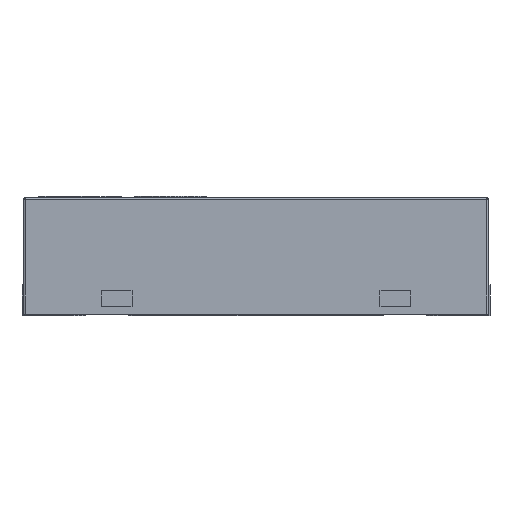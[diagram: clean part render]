
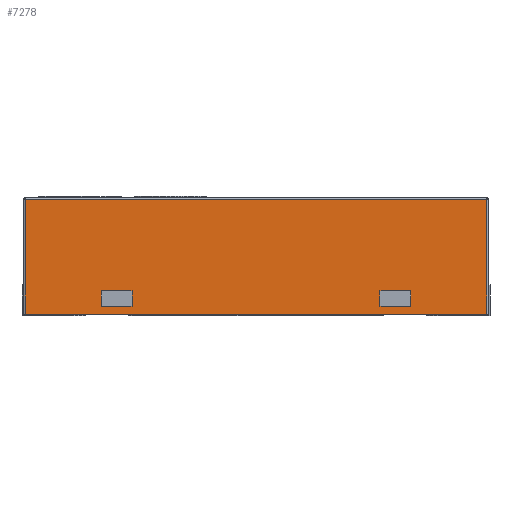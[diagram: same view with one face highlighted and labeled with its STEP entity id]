
A CAD part, left-side view. The second image highlights one B-rep face of the part: STEP entity #7278.
In plain terms, the highlighted planar face has unit normal (-1, 0, 0).
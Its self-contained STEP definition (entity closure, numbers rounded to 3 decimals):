
#213 = DIRECTION ( 'NONE',  ( 0., -1., 0. ) ) ;
#281 = LINE ( 'NONE', #14530, #10806 ) ;
#427 = EDGE_CURVE ( 'NONE', #5394, #18131, #6263, .T. ) ;
#671 = VECTOR ( 'NONE', #9499, 1000. ) ;
#880 = VERTEX_POINT ( 'NONE', #17939 ) ;
#889 = CARTESIAN_POINT ( 'NONE',  ( -1., -1.49, -0.01 ) ) ;
#1169 = VECTOR ( 'NONE', #7470, 1000. ) ;
#1173 = DIRECTION ( 'NONE',  ( 0., 0., -1. ) ) ;
#1177 = VERTEX_POINT ( 'NONE', #7012 ) ;
#1237 = EDGE_CURVE ( 'NONE', #4361, #8770, #4481, .T. ) ;
#1456 = LINE ( 'NONE', #7214, #18348 ) ;
#1752 = EDGE_CURVE ( 'NONE', #880, #12990, #9760, .T. ) ;
#1820 = FACE_BOUND ( 'NONE', #12609, .T. ) ;
#1830 = LINE ( 'NONE', #3420, #16055 ) ;
#2200 = CARTESIAN_POINT ( 'NONE',  ( -1., 1., -0.6 ) ) ;
#2233 = CARTESIAN_POINT ( 'NONE',  ( -1., 1.49, -0.75 ) ) ;
#2848 = ORIENTED_EDGE ( 'NONE', *, *, #8034, .T. ) ;
#3143 = ORIENTED_EDGE ( 'NONE', *, *, #427, .T. ) ;
#3164 = ORIENTED_EDGE ( 'NONE', *, *, #1752, .T. ) ;
#3410 = ORIENTED_EDGE ( 'NONE', *, *, #1237, .T. ) ;
#3420 = CARTESIAN_POINT ( 'NONE',  ( -1., -1., -0.7 ) ) ;
#3583 = CARTESIAN_POINT ( 'NONE',  ( -1., -0.8, -0.6 ) ) ;
#3600 = CARTESIAN_POINT ( 'NONE',  ( -1., 1.5, -0.75 ) ) ;
#3607 = LINE ( 'NONE', #11240, #6416 ) ;
#3812 = CARTESIAN_POINT ( 'NONE',  ( -1., 1.49, -0.01 ) ) ;
#3918 = LINE ( 'NONE', #2233, #9020 ) ;
#4083 = CARTESIAN_POINT ( 'NONE',  ( -1., 1., -0.6 ) ) ;
#4361 = VERTEX_POINT ( 'NONE', #9851 ) ;
#4481 = LINE ( 'NONE', #17393, #16815 ) ;
#4510 = CARTESIAN_POINT ( 'NONE',  ( -1., 0.8, -0.6 ) ) ;
#4537 = EDGE_CURVE ( 'NONE', #13107, #6839, #3918, .T. ) ;
#4647 = DIRECTION ( 'NONE',  ( -1., 0., 0. ) ) ;
#4712 = CARTESIAN_POINT ( 'NONE',  ( -1., 1.49, -0.75 ) ) ;
#5394 = VERTEX_POINT ( 'NONE', #14726 ) ;
#5400 = EDGE_CURVE ( 'NONE', #12990, #13107, #7089, .T. ) ;
#6081 = DIRECTION ( 'NONE',  ( 0., 0., 1. ) ) ;
#6190 = ORIENTED_EDGE ( 'NONE', *, *, #10676, .T. ) ;
#6240 = ORIENTED_EDGE ( 'NONE', *, *, #15502, .T. ) ;
#6243 = ORIENTED_EDGE ( 'NONE', *, *, #18093, .T. ) ;
#6263 = LINE ( 'NONE', #17964, #15278 ) ;
#6416 = VECTOR ( 'NONE', #6718, 1000. ) ;
#6621 = LINE ( 'NONE', #2200, #671 ) ;
#6718 = DIRECTION ( 'NONE',  ( 0., 0., 1. ) ) ;
#6829 = DIRECTION ( 'NONE',  ( 0., -1., 0. ) ) ;
#6839 = VERTEX_POINT ( 'NONE', #4712 ) ;
#7012 = CARTESIAN_POINT ( 'NONE',  ( -1., -0.8, -0.7 ) ) ;
#7020 = CARTESIAN_POINT ( 'NONE',  ( -1., -1., -0.6 ) ) ;
#7089 = LINE ( 'NONE', #13024, #1169 ) ;
#7214 = CARTESIAN_POINT ( 'NONE',  ( -1., 0.8, -0.6 ) ) ;
#7278 = ADVANCED_FACE ( 'NONE', ( #1820, #16149, #14914 ), #14748, .T. ) ;
#7369 = CARTESIAN_POINT ( 'NONE',  ( -1., 0.8, -0.7 ) ) ;
#7470 = DIRECTION ( 'NONE',  ( 0., 1., 0. ) ) ;
#8034 = EDGE_CURVE ( 'NONE', #17669, #9571, #1456, .T. ) ;
#8770 = VERTEX_POINT ( 'NONE', #16039 ) ;
#9020 = VECTOR ( 'NONE', #16736, 1000. ) ;
#9208 = AXIS2_PLACEMENT_3D ( 'NONE', #10377, #4647, #213 ) ;
#9281 = VECTOR ( 'NONE', #18400, 1000. ) ;
#9499 = DIRECTION ( 'NONE',  ( 0., -1., 0. ) ) ;
#9571 = VERTEX_POINT ( 'NONE', #7369 ) ;
#9665 = CARTESIAN_POINT ( 'NONE',  ( -1., -1.49, -0.75 ) ) ;
#9760 = LINE ( 'NONE', #9665, #9281 ) ;
#9851 = CARTESIAN_POINT ( 'NONE',  ( -1., -1., -0.6 ) ) ;
#10377 = CARTESIAN_POINT ( 'NONE',  ( -1., 1.5, -0.75 ) ) ;
#10676 = EDGE_CURVE ( 'NONE', #8770, #1177, #1830, .T. ) ;
#10806 = VECTOR ( 'NONE', #15934, 1000. ) ;
#11240 = CARTESIAN_POINT ( 'NONE',  ( -1., -0.8, -0.6 ) ) ;
#11350 = LINE ( 'NONE', #7020, #16413 ) ;
#11725 = EDGE_CURVE ( 'NONE', #12425, #4361, #11350, .T. ) ;
#12425 = VERTEX_POINT ( 'NONE', #3583 ) ;
#12553 = DIRECTION ( 'NONE',  ( 0., -1., 0. ) ) ;
#12609 = EDGE_LOOP ( 'NONE', ( #6243, #2848, #13651, #3143 ) ) ;
#12990 = VERTEX_POINT ( 'NONE', #889 ) ;
#13024 = CARTESIAN_POINT ( 'NONE',  ( -1., 1.5, -0.01 ) ) ;
#13048 = DIRECTION ( 'NONE',  ( 0., 0., -1. ) ) ;
#13107 = VERTEX_POINT ( 'NONE', #3812 ) ;
#13651 = ORIENTED_EDGE ( 'NONE', *, *, #14843, .T. ) ;
#13745 = ORIENTED_EDGE ( 'NONE', *, *, #4537, .T. ) ;
#14530 = CARTESIAN_POINT ( 'NONE',  ( -1., 1., -0.7 ) ) ;
#14726 = CARTESIAN_POINT ( 'NONE',  ( -1., 1., -0.7 ) ) ;
#14748 = PLANE ( 'NONE',  #9208 ) ;
#14843 = EDGE_CURVE ( 'NONE', #9571, #5394, #281, .T. ) ;
#14914 = FACE_OUTER_BOUND ( 'NONE', #15709, .T. ) ;
#15278 = VECTOR ( 'NONE', #6081, 1000. ) ;
#15502 = EDGE_CURVE ( 'NONE', #6839, #880, #18511, .T. ) ;
#15709 = EDGE_LOOP ( 'NONE', ( #6240, #3164, #18366, #13745 ) ) ;
#15728 = EDGE_LOOP ( 'NONE', ( #17408, #3410, #6190, #17166 ) ) ;
#15934 = DIRECTION ( 'NONE',  ( 0., 1., 0. ) ) ;
#15966 = VECTOR ( 'NONE', #12553, 1000. ) ;
#16039 = CARTESIAN_POINT ( 'NONE',  ( -1., -1., -0.7 ) ) ;
#16055 = VECTOR ( 'NONE', #17867, 1000. ) ;
#16149 = FACE_BOUND ( 'NONE', #15728, .T. ) ;
#16413 = VECTOR ( 'NONE', #6829, 1000. ) ;
#16736 = DIRECTION ( 'NONE',  ( 0., 0., -1. ) ) ;
#16815 = VECTOR ( 'NONE', #13048, 1000. ) ;
#17166 = ORIENTED_EDGE ( 'NONE', *, *, #18784, .T. ) ;
#17393 = CARTESIAN_POINT ( 'NONE',  ( -1., -1., -0.6 ) ) ;
#17408 = ORIENTED_EDGE ( 'NONE', *, *, #11725, .T. ) ;
#17669 = VERTEX_POINT ( 'NONE', #4510 ) ;
#17867 = DIRECTION ( 'NONE',  ( 0., 1., 0. ) ) ;
#17939 = CARTESIAN_POINT ( 'NONE',  ( -1., -1.49, -0.75 ) ) ;
#17964 = CARTESIAN_POINT ( 'NONE',  ( -1., 1., -0.6 ) ) ;
#18093 = EDGE_CURVE ( 'NONE', #18131, #17669, #6621, .T. ) ;
#18131 = VERTEX_POINT ( 'NONE', #4083 ) ;
#18348 = VECTOR ( 'NONE', #1173, 1000. ) ;
#18366 = ORIENTED_EDGE ( 'NONE', *, *, #5400, .T. ) ;
#18400 = DIRECTION ( 'NONE',  ( 0., 0., 1. ) ) ;
#18511 = LINE ( 'NONE', #3600, #15966 ) ;
#18784 = EDGE_CURVE ( 'NONE', #1177, #12425, #3607, .T. ) ;
